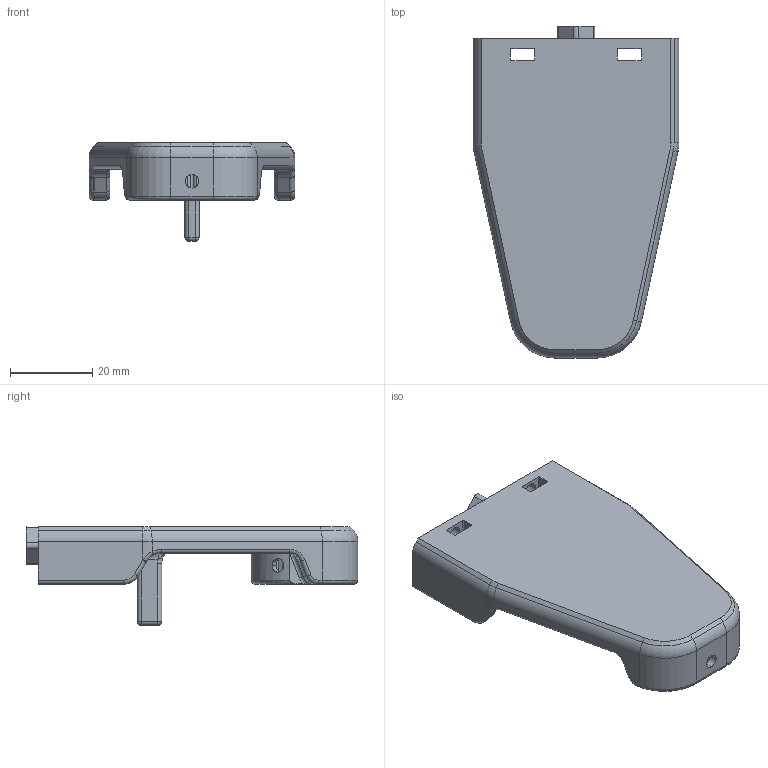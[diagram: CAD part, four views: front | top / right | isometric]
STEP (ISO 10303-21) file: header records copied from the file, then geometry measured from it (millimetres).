
FILE_DESCRIPTION (( 'STEP AP203' ), '1' );
Length unit declared in the file: millimetre
Products named in the file (1): Carriage part
Bounding box: 50 x 80.67 x 24 mm (x, y, z)
Volume: 23030.8 mm3; surface area: 10758.4 mm2
Topology: 1 solids, 1 shells, 445 faces, 1113 edges, 652 vertices
Faces by surface type: cylinder 211, torus 80, plane 76, sphere 46, bspline 28, cone 4
Entity records: 14216 total; most frequent: CARTESIAN_POINT 3622, DIRECTION 2374, ORIENTED_EDGE 2178, EDGE_CURVE 1089, AXIS2_PLACEMENT_3D 992, VERTEX_POINT 644, CIRCLE 574, EDGE_LOOP 463
